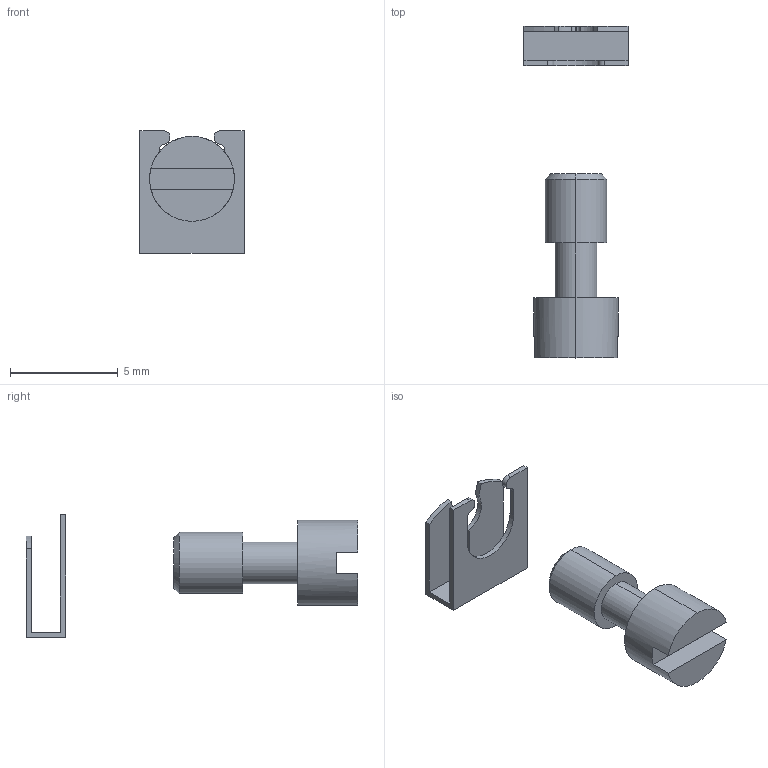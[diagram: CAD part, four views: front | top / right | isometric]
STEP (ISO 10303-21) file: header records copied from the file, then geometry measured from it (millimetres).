
FILE_DESCRIPTION (( 'STEP AP214' ), '1' );
FILE_NAME ('SDF1.STEP', '2017-10-03T13:14:23', ( '' ), ( '' ), 'SwSTEP 2.0', 'SolidWorks 2014', '' );
FILE_SCHEMA (( 'AUTOMOTIVE_DESIGN' ));
Length unit declared in the file: inch
Products named in the file (3): SDF1 clip; SDF1 screw; SDF1
Assembly tree (2 placements, depth 2):
  SDF1
    SDF1 clip
    SDF1 screw
Bounding box: 4.83 x 15.39 x 5.69 mm (x, y, z)
Volume: 67.7 mm3; surface area: 208.2 mm2
Topology: 2 solids, 2 shells, 50 faces, 130 edges, 86 vertices
Faces by surface type: plane 29, cylinder 19, cone 2
Entity records: 1692 total; most frequent: DIRECTION 284, CARTESIAN_POINT 271, ORIENTED_EDGE 260, EDGE_CURVE 130, AXIS2_PLACEMENT_3D 99, VERTEX_POINT 86, VECTOR 86, LINE 86
